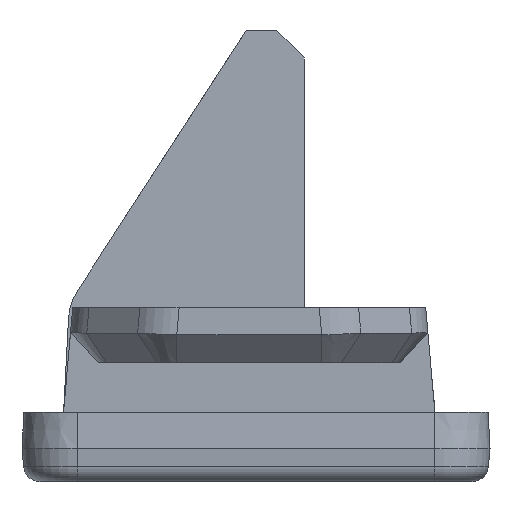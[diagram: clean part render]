
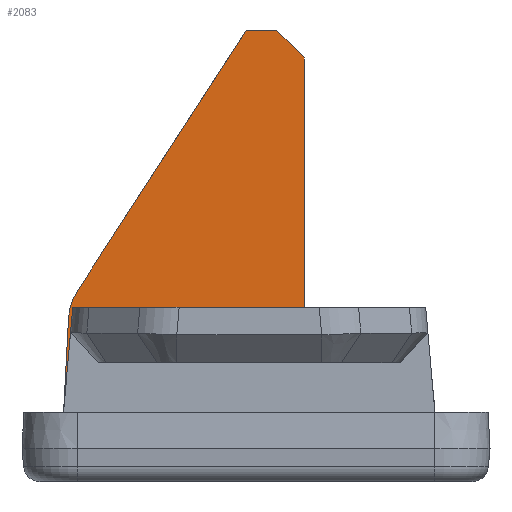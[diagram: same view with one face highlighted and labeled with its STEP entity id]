
A CAD part, left-side view. The second image highlights one B-rep face of the part: STEP entity #2083.
In plain terms, the highlighted planar face has unit normal (-1, 0, 0).
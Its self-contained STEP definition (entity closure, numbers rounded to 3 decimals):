
#97=CIRCLE('',#2223,1.);
#100=CIRCLE('',#2231,0.5);
#102=CIRCLE('',#2235,0.5);
#237=FACE_OUTER_BOUND('',#354,.T.);
#354=EDGE_LOOP('',(#1758,#1759,#1760,#1761,#1762,#1763,#1764,#1765,#1766,
#1767,#1768,#1769,#1770,#1771));
#389=LINE('',#2887,#610);
#393=LINE('',#2896,#614);
#400=LINE('',#2912,#621);
#533=LINE('',#3639,#754);
#540=LINE('',#3656,#761);
#545=LINE('',#3671,#766);
#549=LINE('',#3681,#770);
#553=LINE('',#3689,#774);
#559=LINE('',#3700,#780);
#570=LINE('',#3722,#791);
#571=LINE('',#3723,#792);
#610=VECTOR('',#2311,3.705);
#614=VECTOR('',#2319,10.);
#621=VECTOR('',#2330,5.4);
#754=VECTOR('',#2649,1.703);
#761=VECTOR('',#2664,5.61);
#766=VECTOR('',#2677,0.289);
#770=VECTOR('',#2689,1.624);
#774=VECTOR('',#2697,0.707);
#780=VECTOR('',#2707,1.521);
#791=VECTOR('',#2732,10.);
#792=VECTOR('',#2733,0.551);
#831=VERTEX_POINT('',#2884);
#832=VERTEX_POINT('',#2886);
#835=VERTEX_POINT('',#2894);
#839=VERTEX_POINT('',#2905);
#842=VERTEX_POINT('',#2910);
#953=VERTEX_POINT('',#3622);
#954=VERTEX_POINT('',#3624);
#958=VERTEX_POINT('',#3636);
#965=VERTEX_POINT('',#3655);
#966=VERTEX_POINT('',#3659);
#967=VERTEX_POINT('',#3660);
#970=VERTEX_POINT('',#3668);
#972=VERTEX_POINT('',#3674);
#975=VERTEX_POINT('',#3688);
#1020=EDGE_CURVE('',#831,#832,#389,.T.);
#1025=EDGE_CURVE('',#831,#835,#393,.T.);
#1032=EDGE_CURVE('',#839,#842,#400,.T.);
#1208=EDGE_CURVE('',#954,#953,#97,.T.);
#1215=EDGE_CURVE('',#958,#953,#533,.T.);
#1224=EDGE_CURVE('',#965,#954,#540,.T.);
#1226=EDGE_CURVE('',#966,#967,#100,.T.);
#1231=EDGE_CURVE('',#967,#970,#545,.T.);
#1234=EDGE_CURVE('',#970,#972,#102,.T.);
#1237=EDGE_CURVE('',#839,#972,#549,.T.);
#1241=EDGE_CURVE('',#842,#975,#553,.T.);
#1247=EDGE_CURVE('',#958,#832,#559,.T.);
#1259=EDGE_CURVE('',#966,#835,#570,.T.);
#1260=EDGE_CURVE('',#965,#975,#571,.T.);
#1758=ORIENTED_EDGE('',*,*,#1025,.T.);
#1759=ORIENTED_EDGE('',*,*,#1259,.F.);
#1760=ORIENTED_EDGE('',*,*,#1226,.T.);
#1761=ORIENTED_EDGE('',*,*,#1231,.T.);
#1762=ORIENTED_EDGE('',*,*,#1234,.T.);
#1763=ORIENTED_EDGE('',*,*,#1237,.F.);
#1764=ORIENTED_EDGE('',*,*,#1032,.T.);
#1765=ORIENTED_EDGE('',*,*,#1241,.T.);
#1766=ORIENTED_EDGE('',*,*,#1260,.F.);
#1767=ORIENTED_EDGE('',*,*,#1224,.T.);
#1768=ORIENTED_EDGE('',*,*,#1208,.T.);
#1769=ORIENTED_EDGE('',*,*,#1215,.F.);
#1770=ORIENTED_EDGE('',*,*,#1247,.T.);
#1771=ORIENTED_EDGE('',*,*,#1020,.F.);
#1983=PLANE('',#2248);
#2083=ADVANCED_FACE('',(#237),#1983,.T.);
#2223=AXIS2_PLACEMENT_3D('',#3625,#2637,#2638);
#2231=AXIS2_PLACEMENT_3D('',#3661,#2668,#2669);
#2235=AXIS2_PLACEMENT_3D('',#3677,#2682,#2683);
#2248=AXIS2_PLACEMENT_3D('',#3721,#2730,#2731);
#2311=DIRECTION('',(0.,1.,0.));
#2319=DIRECTION('',(0.,-0.986,-0.164));
#2330=DIRECTION('',(0.,0.,1.));
#2637=DIRECTION('center_axis',(-1.,0.,0.));
#2638=DIRECTION('ref_axis',(0.,0.839,0.544));
#2649=DIRECTION('',(0.,-0.052,0.999));
#2664=DIRECTION('',(0.,0.544,-0.839));
#2668=DIRECTION('center_axis',(-1.,0.,0.));
#2669=DIRECTION('ref_axis',(0.,-0.999,0.052));
#2677=DIRECTION('',(0.,0.725,0.688));
#2682=DIRECTION('center_axis',(-1.,0.,0.));
#2683=DIRECTION('ref_axis',(0.,-0.688,0.725));
#2689=DIRECTION('',(0.,-1.,0.));
#2697=DIRECTION('',(0.,0.707,0.707));
#2707=DIRECTION('',(0.,-0.986,0.164));
#2730=DIRECTION('center_axis',(-1.,0.,0.));
#2731=DIRECTION('ref_axis',(0.,0.,1.));
#2732=DIRECTION('',(0.,-0.052,-0.999));
#2733=DIRECTION('',(0.,-1.,0.));
#2884=CARTESIAN_POINT('',(-0.1,-8.755,1.55));
#2886=CARTESIAN_POINT('',(-0.1,-5.05,1.55));
#2887=CARTESIAN_POINT('',(-0.1,-8.755,1.55));
#2894=CARTESIAN_POINT('',(-0.1,-10.252,1.3));
#2896=CARTESIAN_POINT('',(-0.1,-7.97,1.681));
#2905=CARTESIAN_POINT('',(-0.1,-7.9,2.3));
#2910=CARTESIAN_POINT('',(-0.1,-7.9,7.7));
#2912=CARTESIAN_POINT('',(-0.1,-7.9,2.3));
#3622=CARTESIAN_POINT('',(-0.1,-3.639,3.));
#3624=CARTESIAN_POINT('',(-0.1,-3.798,3.492));
#3625=CARTESIAN_POINT('Origin',(-0.1,-4.638,2.948));
#3636=CARTESIAN_POINT('',(-0.1,-3.55,1.3));
#3639=CARTESIAN_POINT('',(-0.1,-3.55,1.3));
#3655=CARTESIAN_POINT('',(-0.1,-6.849,8.2));
#3656=CARTESIAN_POINT('',(-0.1,-6.849,8.2));
#3659=CARTESIAN_POINT('',(-0.1,-10.233,1.627));
#3660=CARTESIAN_POINT('',(-0.1,-10.078,1.963));
#3661=CARTESIAN_POINT('Origin',(-0.1,-9.734,1.601));
#3668=CARTESIAN_POINT('',(-0.1,-9.868,2.163));
#3671=CARTESIAN_POINT('',(-0.1,-10.078,1.963));
#3674=CARTESIAN_POINT('',(-0.1,-9.524,2.3));
#3677=CARTESIAN_POINT('Origin',(-0.1,-9.524,1.8));
#3681=CARTESIAN_POINT('',(-0.1,-7.9,2.3));
#3688=CARTESIAN_POINT('',(-0.1,-7.4,8.2));
#3689=CARTESIAN_POINT('',(-0.1,-7.9,7.7));
#3700=CARTESIAN_POINT('',(-0.1,-3.55,1.3));
#3721=CARTESIAN_POINT('Origin',(-0.1,-7.1,1.3));
#3722=CARTESIAN_POINT('',(-0.1,-10.246,1.382));
#3723=CARTESIAN_POINT('',(-0.1,-6.849,8.2));
